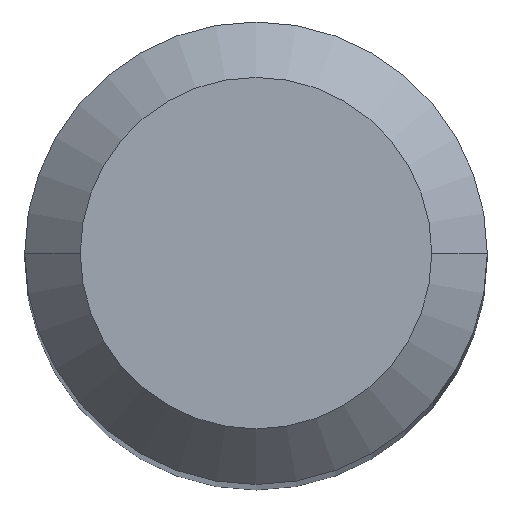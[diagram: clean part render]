
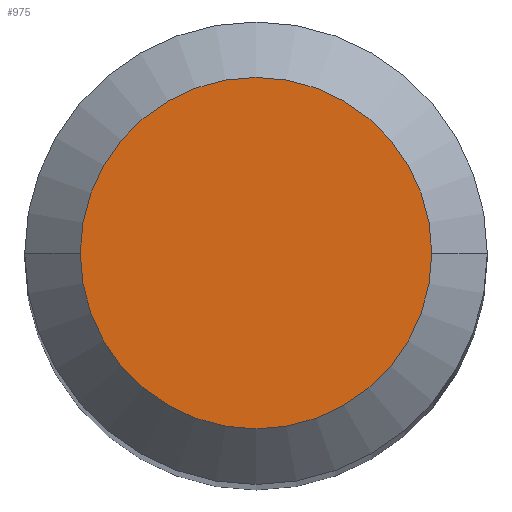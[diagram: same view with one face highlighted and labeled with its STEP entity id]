
A CAD part, top view. The second image highlights one B-rep face of the part: STEP entity #975.
In plain terms, the highlighted planar face has unit normal (0, 0, 1).
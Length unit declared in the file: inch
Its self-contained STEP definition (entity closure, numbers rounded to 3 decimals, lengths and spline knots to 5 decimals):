
#56 = ORIENTED_EDGE ( 'NONE', *, *, #999, .T. ) ;
#71 = VERTEX_POINT ( 'NONE', #577 ) ;
#90 = DIRECTION ( 'NONE',  ( 0., 0., 1. ) ) ;
#126 = EDGE_CURVE ( 'NONE', #71, #918, #353, .T. ) ;
#191 = AXIS2_PLACEMENT_3D ( 'NONE', #956, #90, #401 ) ;
#216 = CARTESIAN_POINT ( 'NONE',  ( 0., 0., 1.5 ) ) ;
#353 = CIRCLE ( 'NONE', #516, 0.0475 ) ;
#358 = DIRECTION ( 'NONE',  ( 1., 0., 0. ) ) ;
#401 = DIRECTION ( 'NONE',  ( 1., 0., 0. ) ) ;
#406 = DIRECTION ( 'NONE',  ( 0., 0., 1. ) ) ;
#516 = AXIS2_PLACEMENT_3D ( 'NONE', #216, #589, #358 ) ;
#563 = CARTESIAN_POINT ( 'NONE',  ( -0.0475, 0., 1.5 ) ) ;
#577 = CARTESIAN_POINT ( 'NONE',  ( 0.0475, 0., 1.5 ) ) ;
#589 = DIRECTION ( 'NONE',  ( 0., 0., 1. ) ) ;
#622 = EDGE_LOOP ( 'NONE', ( #56, #702 ) ) ;
#637 = DIRECTION ( 'NONE',  ( 1., 0., 0. ) ) ;
#680 = AXIS2_PLACEMENT_3D ( 'NONE', #876, #406, #637 ) ;
#702 = ORIENTED_EDGE ( 'NONE', *, *, #126, .T. ) ;
#727 = CIRCLE ( 'NONE', #191, 0.0475 ) ;
#776 = PLANE ( 'NONE',  #680 ) ;
#808 = FACE_OUTER_BOUND ( 'NONE', #622, .T. ) ;
#876 = CARTESIAN_POINT ( 'NONE',  ( 0., 0., 1.5 ) ) ;
#918 = VERTEX_POINT ( 'NONE', #563 ) ;
#956 = CARTESIAN_POINT ( 'NONE',  ( 0., 0., 1.5 ) ) ;
#975 = ADVANCED_FACE ( 'NONE', ( #808 ), #776, .T. ) ;
#999 = EDGE_CURVE ( 'NONE', #918, #71, #727, .T. ) ;
